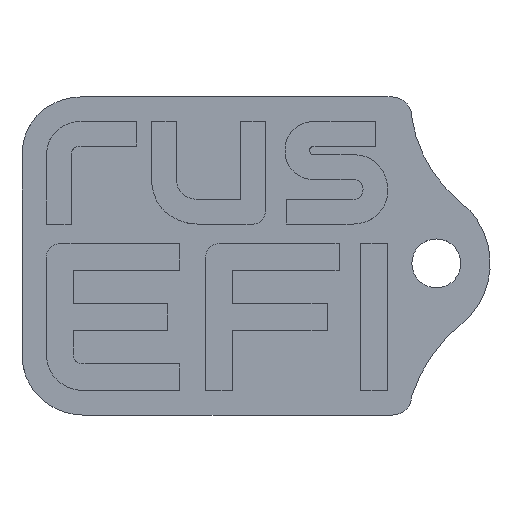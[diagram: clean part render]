
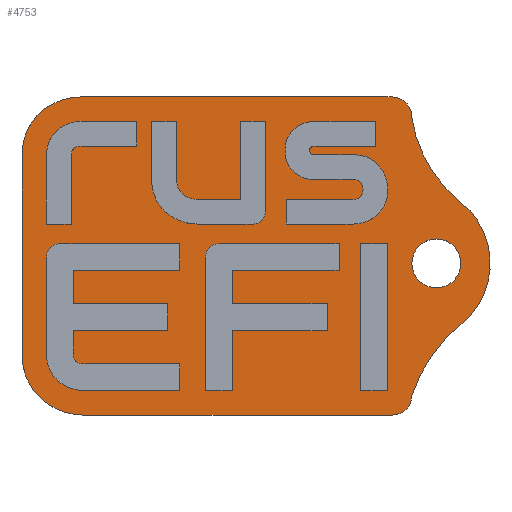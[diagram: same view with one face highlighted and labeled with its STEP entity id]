
A CAD part, top view. The second image highlights one B-rep face of the part: STEP entity #4753.
In plain terms, the highlighted planar face has unit normal (0, 0, 1).
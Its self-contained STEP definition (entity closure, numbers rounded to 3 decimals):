
#25=CIRCLE('',#4873,13.701);
#26=CIRCLE('',#4875,8.);
#27=CIRCLE('',#4877,15.463);
#28=CIRCLE('',#4879,2.5);
#29=CIRCLE('',#4881,2.);
#30=CIRCLE('',#4886,2.);
#37=FACE_BOUND('',#720,.T.);
#458=FACE_OUTER_BOUND('',#719,.T.);
#719=EDGE_LOOP('',(#4365,#4366,#4367,#4368,#4369,#4370,#4371,#4372,#4373,
#4374,#4375,#4376,#4377,#4378,#4379,#4380,#4381,#4382));
#720=EDGE_LOOP('',(#4383));
#1018=B_SPLINE_CURVE_WITH_KNOTS('',3,(#8290,#8291,#8292,#8293),
 .UNSPECIFIED.,.F.,.F.,(4,4),(-1.,0.),.UNSPECIFIED.);
#1019=B_SPLINE_CURVE_WITH_KNOTS('',3,(#8304,#8305,#8306,#8307),
 .UNSPECIFIED.,.F.,.F.,(4,4),(-1.,0.),.UNSPECIFIED.);
#1020=B_SPLINE_CURVE_WITH_KNOTS('',3,(#8318,#8319,#8320,#8321),
 .UNSPECIFIED.,.F.,.F.,(4,4),(-1.,0.),.UNSPECIFIED.);
#1021=B_SPLINE_CURVE_WITH_KNOTS('',3,(#8332,#8333,#8334,#8335),
 .UNSPECIFIED.,.F.,.F.,(4,4),(-1.,0.),.UNSPECIFIED.);
#1022=B_SPLINE_CURVE_WITH_KNOTS('',3,(#8350,#8351,#8352,#8353),
 .UNSPECIFIED.,.F.,.F.,(4,4),(-1.,0.),.UNSPECIFIED.);
#1023=B_SPLINE_CURVE_WITH_KNOTS('',3,(#8364,#8365,#8366,#8367),
 .UNSPECIFIED.,.F.,.F.,(4,4),(-1.,0.),.UNSPECIFIED.);
#1024=B_SPLINE_CURVE_WITH_KNOTS('',3,(#8378,#8379,#8380,#8381),
 .UNSPECIFIED.,.F.,.F.,(4,4),(-1.,0.),.UNSPECIFIED.);
#1025=B_SPLINE_CURVE_WITH_KNOTS('',3,(#8392,#8393,#8394,#8395),
 .UNSPECIFIED.,.F.,.F.,(4,4),(-1.,0.),.UNSPECIFIED.);
#1026=B_SPLINE_CURVE_WITH_KNOTS('',3,(#8406,#8407,#8408,#8409),
 .UNSPECIFIED.,.F.,.F.,(4,4),(-1.,0.),.UNSPECIFIED.);
#1027=B_SPLINE_CURVE_WITH_KNOTS('',3,(#8420,#8421,#8422,#8423),
 .UNSPECIFIED.,.F.,.F.,(4,4),(-1.,0.),.UNSPECIFIED.);
#1402=LINE('',#8279,#1792);
#1408=LINE('',#8339,#1798);
#1416=LINE('',#8427,#1806);
#1792=VECTOR('',#5481,10.);
#1798=VECTOR('',#5489,10.);
#1806=VECTOR('',#5499,10.);
#2261=VERTEX_POINT('',#8256);
#2262=VERTEX_POINT('',#8257);
#2263=VERTEX_POINT('',#8262);
#2264=VERTEX_POINT('',#8266);
#2265=VERTEX_POINT('',#8270);
#2266=VERTEX_POINT('',#8274);
#2267=VERTEX_POINT('',#8278);
#2268=VERTEX_POINT('',#8289);
#2269=VERTEX_POINT('',#8303);
#2270=VERTEX_POINT('',#8317);
#2271=VERTEX_POINT('',#8331);
#2272=VERTEX_POINT('',#8338);
#2273=VERTEX_POINT('',#8349);
#2274=VERTEX_POINT('',#8363);
#2275=VERTEX_POINT('',#8377);
#2276=VERTEX_POINT('',#8391);
#2277=VERTEX_POINT('',#8405);
#2278=VERTEX_POINT('',#8419);
#2279=VERTEX_POINT('',#8426);
#2950=EDGE_CURVE('',#2261,#2262,#25,.T.);
#2953=EDGE_CURVE('',#2262,#2263,#26,.T.);
#2955=EDGE_CURVE('',#2263,#2264,#27,.T.);
#2957=EDGE_CURVE('',#2265,#2265,#28,.T.);
#2959=EDGE_CURVE('',#2266,#2264,#29,.T.);
#2961=EDGE_CURVE('',#2267,#2266,#1402,.T.);
#2963=EDGE_CURVE('',#2268,#2267,#1018,.T.);
#2965=EDGE_CURVE('',#2269,#2268,#1019,.T.);
#2967=EDGE_CURVE('',#2270,#2269,#1020,.T.);
#2969=EDGE_CURVE('',#2271,#2270,#1021,.T.);
#2971=EDGE_CURVE('',#2272,#2271,#1408,.T.);
#2973=EDGE_CURVE('',#2273,#2272,#1022,.T.);
#2975=EDGE_CURVE('',#2274,#2273,#1023,.T.);
#2977=EDGE_CURVE('',#2275,#2274,#1024,.T.);
#2979=EDGE_CURVE('',#2276,#2275,#1025,.T.);
#2981=EDGE_CURVE('',#2277,#2276,#1026,.T.);
#2983=EDGE_CURVE('',#2278,#2277,#1027,.T.);
#2985=EDGE_CURVE('',#2279,#2278,#1416,.T.);
#2987=EDGE_CURVE('',#2261,#2279,#30,.T.);
#4365=ORIENTED_EDGE('',*,*,#2987,.T.);
#4366=ORIENTED_EDGE('',*,*,#2985,.T.);
#4367=ORIENTED_EDGE('',*,*,#2983,.T.);
#4368=ORIENTED_EDGE('',*,*,#2981,.T.);
#4369=ORIENTED_EDGE('',*,*,#2979,.T.);
#4370=ORIENTED_EDGE('',*,*,#2977,.T.);
#4371=ORIENTED_EDGE('',*,*,#2975,.T.);
#4372=ORIENTED_EDGE('',*,*,#2973,.T.);
#4373=ORIENTED_EDGE('',*,*,#2971,.T.);
#4374=ORIENTED_EDGE('',*,*,#2969,.T.);
#4375=ORIENTED_EDGE('',*,*,#2967,.T.);
#4376=ORIENTED_EDGE('',*,*,#2965,.T.);
#4377=ORIENTED_EDGE('',*,*,#2963,.T.);
#4378=ORIENTED_EDGE('',*,*,#2961,.T.);
#4379=ORIENTED_EDGE('',*,*,#2959,.T.);
#4380=ORIENTED_EDGE('',*,*,#2955,.F.);
#4381=ORIENTED_EDGE('',*,*,#2953,.F.);
#4382=ORIENTED_EDGE('',*,*,#2950,.F.);
#4383=ORIENTED_EDGE('',*,*,#2957,.F.);
#4498=PLANE('',#4887);
#4753=ADVANCED_FACE('',(#458,#37),#4498,.T.);
#4873=AXIS2_PLACEMENT_3D('',#8258,#5455,#5456);
#4875=AXIS2_PLACEMENT_3D('',#8263,#5461,#5462);
#4877=AXIS2_PLACEMENT_3D('',#8267,#5466,#5467);
#4879=AXIS2_PLACEMENT_3D('',#8271,#5471,#5472);
#4881=AXIS2_PLACEMENT_3D('',#8275,#5476,#5477);
#4886=AXIS2_PLACEMENT_3D('',#8430,#5503,#5504);
#4887=AXIS2_PLACEMENT_3D('',#8431,#5505,#5506);
#5455=DIRECTION('center_axis',(0.,0.,1.));
#5456=DIRECTION('ref_axis',(-0.99,-0.143,0.));
#5461=DIRECTION('center_axis',(0.,0.,-1.));
#5462=DIRECTION('ref_axis',(1.,0.002,0.));
#5466=DIRECTION('center_axis',(0.,0.,1.));
#5467=DIRECTION('ref_axis',(-0.626,0.779,0.));
#5471=DIRECTION('center_axis',(0.,0.,1.));
#5472=DIRECTION('ref_axis',(1.,0.,0.));
#5476=DIRECTION('center_axis',(0.,0.,1.));
#5477=DIRECTION('ref_axis',(0.,-1.,0.));
#5481=DIRECTION('',(1.,0.,0.));
#5489=DIRECTION('',(0.,-1.,0.));
#5499=DIRECTION('',(-1.,0.,0.));
#5503=DIRECTION('center_axis',(0.,0.,1.));
#5504=DIRECTION('ref_axis',(1.,0.002,0.));
#5505=DIRECTION('center_axis',(0.,0.,1.));
#5506=DIRECTION('ref_axis',(1.,0.,0.));
#8256=CARTESIAN_POINT('',(37.273,27.982,1.5));
#8257=CARTESIAN_POINT('',(42.289,19.236,1.5));
#8258=CARTESIAN_POINT('Origin',(50.832,29.947,1.5));
#8262=CARTESIAN_POINT('',(42.313,6.746,1.5));
#8263=CARTESIAN_POINT('Origin',(37.301,12.981,1.5));
#8266=CARTESIAN_POINT('',(37.302,-0.505,1.5));
#8267=CARTESIAN_POINT('Origin',(52.001,-5.307,1.5));
#8270=CARTESIAN_POINT('',(37.301,12.982,1.5));
#8271=CARTESIAN_POINT('Origin',(39.801,12.982,1.5));
#8274=CARTESIAN_POINT('',(35.302,-2.5,1.5));
#8275=CARTESIAN_POINT('Origin',(35.302,-0.5,1.5));
#8278=CARTESIAN_POINT('',(3.808,-2.5,1.5));
#8279=CARTESIAN_POINT('',(35.302,-2.5,1.5));
#8289=CARTESIAN_POINT('',(1.862,-2.198,1.5));
#8290=CARTESIAN_POINT('Ctrl Pts',(1.862,-2.198,1.5));
#8291=CARTESIAN_POINT('Ctrl Pts',(2.492,-2.385,1.5));
#8292=CARTESIAN_POINT('Ctrl Pts',(3.138,-2.5,1.5));
#8293=CARTESIAN_POINT('Ctrl Pts',(3.808,-2.5,1.5));
#8303=CARTESIAN_POINT('',(-0.226,-1.101,1.5));
#8304=CARTESIAN_POINT('Ctrl Pts',(-0.226,-1.101,
1.5));
#8305=CARTESIAN_POINT('Ctrl Pts',(0.388,-1.592,1.5));
#8306=CARTESIAN_POINT('Ctrl Pts',(1.102,-1.972,1.5));
#8307=CARTESIAN_POINT('Ctrl Pts',(1.862,-2.198,1.5));
#8317=CARTESIAN_POINT('',(-1.832,0.872,1.5));
#8318=CARTESIAN_POINT('Ctrl Pts',(-1.832,0.872,1.5));
#8319=CARTESIAN_POINT('Ctrl Pts',(-1.439,0.124,1.5));
#8320=CARTESIAN_POINT('Ctrl Pts',(-0.901,-0.563,
1.5));
#8321=CARTESIAN_POINT('Ctrl Pts',(-0.226,-1.101,
1.5));
#8331=CARTESIAN_POINT('',(-2.5,3.818,1.5));
#8332=CARTESIAN_POINT('Ctrl Pts',(-2.5,3.818,1.5));
#8333=CARTESIAN_POINT('Ctrl Pts',(-2.5,2.813,1.5));
#8334=CARTESIAN_POINT('Ctrl Pts',(-2.318,1.798,1.5));
#8335=CARTESIAN_POINT('Ctrl Pts',(-1.832,0.872,1.5));
#8338=CARTESIAN_POINT('',(-2.5,23.95,1.5));
#8339=CARTESIAN_POINT('',(-2.5,3.818,1.5));
#8349=CARTESIAN_POINT('',(-2.216,25.877,1.5));
#8350=CARTESIAN_POINT('Ctrl Pts',(-2.216,25.877,1.5));
#8351=CARTESIAN_POINT('Ctrl Pts',(-2.419,25.243,1.5));
#8352=CARTESIAN_POINT('Ctrl Pts',(-2.5,24.594,1.5));
#8353=CARTESIAN_POINT('Ctrl Pts',(-2.5,23.95,1.5));
#8363=CARTESIAN_POINT('',(-1.439,27.458,1.5));
#8364=CARTESIAN_POINT('Ctrl Pts',(-1.439,27.458,1.5));
#8365=CARTESIAN_POINT('Ctrl Pts',(-1.784,26.968,1.5));
#8366=CARTESIAN_POINT('Ctrl Pts',(-2.038,26.43,1.5));
#8367=CARTESIAN_POINT('Ctrl Pts',(-2.216,25.877,1.5));
#8377=CARTESIAN_POINT('',(-0.285,28.669,1.5));
#8378=CARTESIAN_POINT('Ctrl Pts',(-0.285,28.669,1.5));
#8379=CARTESIAN_POINT('Ctrl Pts',(-0.732,28.325,1.5));
#8380=CARTESIAN_POINT('Ctrl Pts',(-1.12,27.911,1.5));
#8381=CARTESIAN_POINT('Ctrl Pts',(-1.439,27.458,1.5));
#8391=CARTESIAN_POINT('',(0.977,29.424,1.5));
#8392=CARTESIAN_POINT('Ctrl Pts',(0.977,29.424,1.5));
#8393=CARTESIAN_POINT('Ctrl Pts',(0.526,29.223,1.5));
#8394=CARTESIAN_POINT('Ctrl Pts',(0.102,28.967,1.5));
#8395=CARTESIAN_POINT('Ctrl Pts',(-0.285,28.669,1.5));
#8405=CARTESIAN_POINT('',(2.285,29.845,1.5));
#8406=CARTESIAN_POINT('Ctrl Pts',(2.285,29.845,1.5));
#8407=CARTESIAN_POINT('Ctrl Pts',(1.834,29.753,1.5));
#8408=CARTESIAN_POINT('Ctrl Pts',(1.394,29.609,1.5));
#8409=CARTESIAN_POINT('Ctrl Pts',(0.977,29.424,1.5));
#8419=CARTESIAN_POINT('',(3.538,29.978,1.5));
#8420=CARTESIAN_POINT('Ctrl Pts',(3.538,29.978,1.5));
#8421=CARTESIAN_POINT('Ctrl Pts',(3.109,29.978,1.5));
#8422=CARTESIAN_POINT('Ctrl Pts',(2.693,29.929,1.5));
#8423=CARTESIAN_POINT('Ctrl Pts',(2.285,29.845,1.5));
#8426=CARTESIAN_POINT('',(35.273,29.978,1.5));
#8427=CARTESIAN_POINT('',(3.538,29.978,1.5));
#8430=CARTESIAN_POINT('Origin',(35.273,27.978,1.5));
#8431=CARTESIAN_POINT('Origin',(17.408,13.739,1.5));
